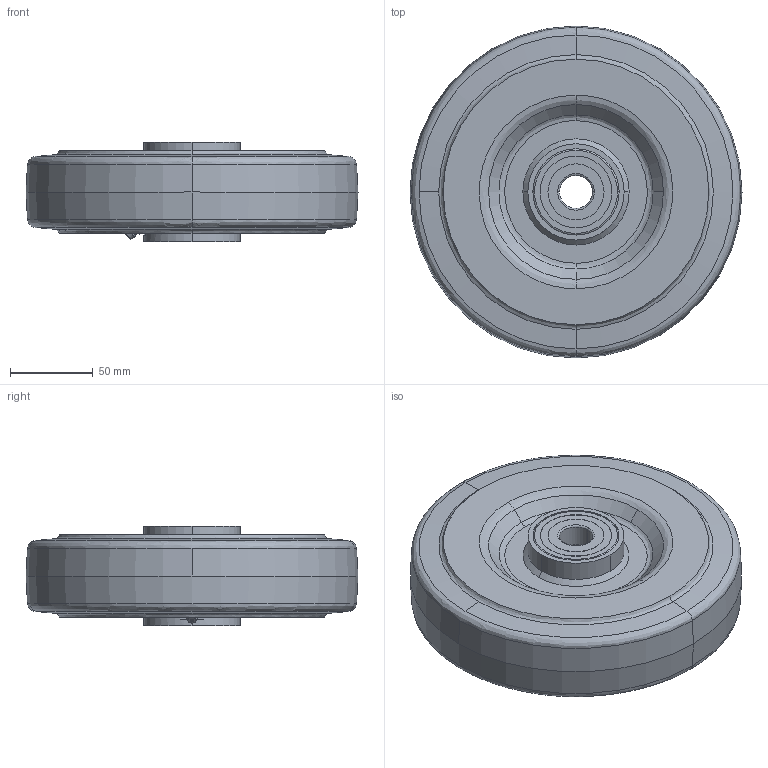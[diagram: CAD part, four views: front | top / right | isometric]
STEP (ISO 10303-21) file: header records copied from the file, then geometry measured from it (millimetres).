
FILE_DESCRIPTION (( 'STEP AP214' ), '1' );
FILE_NAME ('0047992BL_EGS-200-50-60-K20_(A-03).step', '2019-06-19T09:52:56', ( '' ), ( '' ), 'SwSTEP 2.0', 'SolidWorks 2018', '' );
FILE_SCHEMA (( 'AUTOMOTIVE_DESIGN' ));
Length unit declared in the file: millimetre
Products named in the file (1): 0047992BL_EGS-200-50-60-K20_(A-03)
Bounding box: 200 x 200 x 60 mm (x, y, z)
Volume: 1379164.2 mm3; surface area: 106946.5 mm2
Topology: 3 solids, 9 shells, 200 faces, 446 edges, 274 vertices
Faces by surface type: plane 62, cylinder 61, cone 30, torus 24, bspline 23
Entity records: 8726 total; most frequent: CARTESIAN_POINT 1991, DIRECTION 1022, ORIENTED_EDGE 880, EDGE_CURVE 440, AXIS2_PLACEMENT_3D 431, VERTEX_POINT 274, CIRCLE 253, EDGE_LOOP 222
